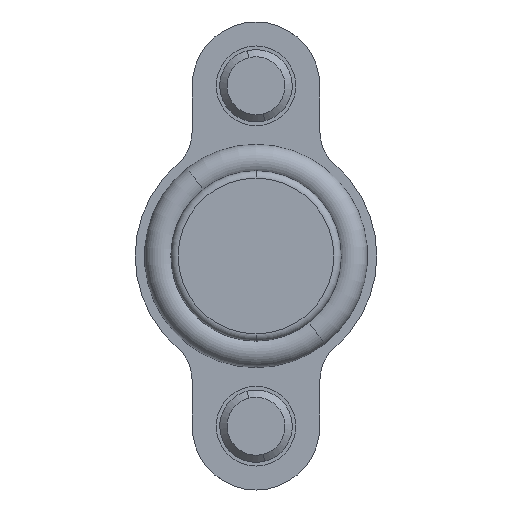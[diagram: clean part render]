
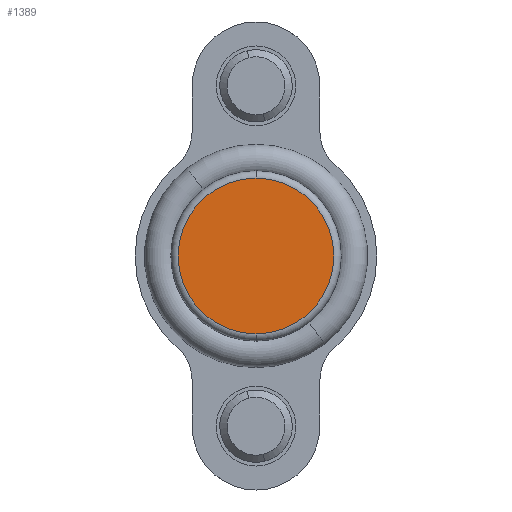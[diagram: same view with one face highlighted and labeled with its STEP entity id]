
A CAD part, front view. The second image highlights one B-rep face of the part: STEP entity #1389.
In plain terms, the highlighted planar face has unit normal (0, -1, 0).
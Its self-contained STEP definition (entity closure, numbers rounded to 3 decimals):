
#155 = CARTESIAN_POINT ( 'NONE',  ( 0., -7.85, 0. ) ) ;
#167 = DIRECTION ( 'NONE',  ( 0., 1., 0. ) ) ;
#169 = EDGE_CURVE ( 'NONE', #824, #1517, #3165, .T. ) ;
#446 = DIRECTION ( 'NONE',  ( 0., 0., 1. ) ) ;
#551 = CARTESIAN_POINT ( 'NONE',  ( 0., -7.85, -4.3 ) ) ;
#795 = ORIENTED_EDGE ( 'NONE', *, *, #169, .F. ) ;
#824 = VERTEX_POINT ( 'NONE', #551 ) ;
#957 = CARTESIAN_POINT ( 'NONE',  ( 0., -7.85, 0. ) ) ;
#1245 = DIRECTION ( 'NONE',  ( 0., 0., -1. ) ) ;
#1253 = PLANE ( 'NONE',  #2193 ) ;
#1299 = AXIS2_PLACEMENT_3D ( 'NONE', #155, #167, #1371 ) ;
#1371 = DIRECTION ( 'NONE',  ( 0., 0., 1. ) ) ;
#1380 = ORIENTED_EDGE ( 'NONE', *, *, #2128, .F. ) ;
#1389 = ADVANCED_FACE ( 'NONE', ( #2308 ), #1253, .T. ) ;
#1517 = VERTEX_POINT ( 'NONE', #2882 ) ;
#1708 = CIRCLE ( 'NONE', #2288, 4.3 ) ;
#1992 = DIRECTION ( 'NONE',  ( 0., -1., 0. ) ) ;
#2128 = EDGE_CURVE ( 'NONE', #1517, #824, #1708, .T. ) ;
#2193 = AXIS2_PLACEMENT_3D ( 'NONE', #2424, #1992, #1245 ) ;
#2288 = AXIS2_PLACEMENT_3D ( 'NONE', #957, #2484, #446 ) ;
#2308 = FACE_OUTER_BOUND ( 'NONE', #3255, .T. ) ;
#2424 = CARTESIAN_POINT ( 'NONE',  ( 4.3, -7.85, 0. ) ) ;
#2484 = DIRECTION ( 'NONE',  ( 0., 1., 0. ) ) ;
#2882 = CARTESIAN_POINT ( 'NONE',  ( 0., -7.85, 4.3 ) ) ;
#3165 = CIRCLE ( 'NONE', #1299, 4.3 ) ;
#3255 = EDGE_LOOP ( 'NONE', ( #1380, #795 ) ) ;
